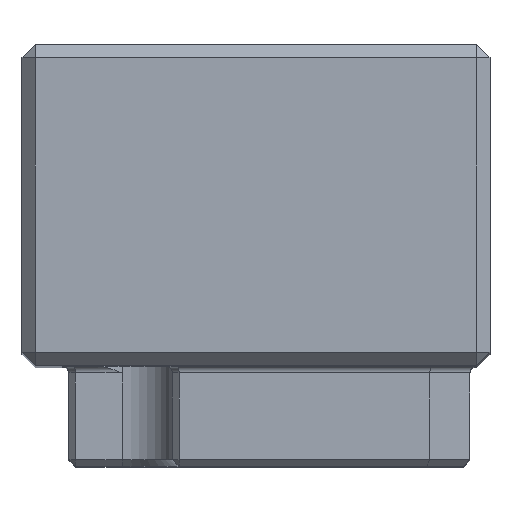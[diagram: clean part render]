
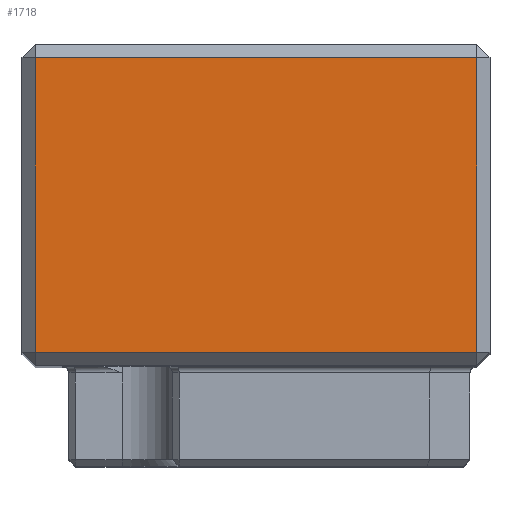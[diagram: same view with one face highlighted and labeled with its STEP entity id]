
A CAD part, top view. The second image highlights one B-rep face of the part: STEP entity #1718.
In plain terms, the highlighted planar face has unit normal (0, 0, 1).
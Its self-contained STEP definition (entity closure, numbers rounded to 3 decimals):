
#447 = AXIS2_PLACEMENT_3D ( 'NONE', #1033, #667, #4039 ) ;
#545 = VERTEX_POINT ( 'NONE', #3364 ) ;
#571 = EDGE_CURVE ( 'NONE', #1143, #3336, #1219, .T. ) ;
#648 = LINE ( 'NONE', #2489, #2511 ) ;
#667 = DIRECTION ( 'NONE',  ( 0., 0., -1. ) ) ;
#744 = EDGE_CURVE ( 'NONE', #545, #1143, #648, .T. ) ;
#1033 = CARTESIAN_POINT ( 'NONE',  ( -35., 48., 95. ) ) ;
#1128 = VECTOR ( 'NONE', #3388, 1000. ) ;
#1143 = VERTEX_POINT ( 'NONE', #4319 ) ;
#1219 = LINE ( 'NONE', #2750, #4308 ) ;
#1302 = EDGE_CURVE ( 'NONE', #3336, #1469, #2258, .T. ) ;
#1469 = VERTEX_POINT ( 'NONE', #3030 ) ;
#1507 = DIRECTION ( 'NONE',  ( 1., 0., 0. ) ) ;
#1534 = LINE ( 'NONE', #2670, #1128 ) ;
#1718 = ADVANCED_FACE ( 'NONE', ( #2111 ), #2911, .F. ) ;
#2111 = FACE_OUTER_BOUND ( 'NONE', #4128, .T. ) ;
#2157 = ORIENTED_EDGE ( 'NONE', *, *, #1302, .T. ) ;
#2258 = LINE ( 'NONE', #4064, #4842 ) ;
#2489 = CARTESIAN_POINT ( 'NONE',  ( -35., 46., 95. ) ) ;
#2511 = VECTOR ( 'NONE', #3234, 1000. ) ;
#2626 = ORIENTED_EDGE ( 'NONE', *, *, #744, .T. ) ;
#2670 = CARTESIAN_POINT ( 'NONE',  ( 33., 48., 95. ) ) ;
#2750 = CARTESIAN_POINT ( 'NONE',  ( -33., 48., 95. ) ) ;
#2911 = PLANE ( 'NONE',  #447 ) ;
#2967 = ORIENTED_EDGE ( 'NONE', *, *, #571, .T. ) ;
#3030 = CARTESIAN_POINT ( 'NONE',  ( 33., 2., 95. ) ) ;
#3091 = DIRECTION ( 'NONE',  ( 0., -1., 0. ) ) ;
#3234 = DIRECTION ( 'NONE',  ( -1., 0., 0. ) ) ;
#3336 = VERTEX_POINT ( 'NONE', #3745 ) ;
#3364 = CARTESIAN_POINT ( 'NONE',  ( 33., 46., 95. ) ) ;
#3388 = DIRECTION ( 'NONE',  ( 0., 1., 0. ) ) ;
#3432 = ORIENTED_EDGE ( 'NONE', *, *, #4753, .T. ) ;
#3745 = CARTESIAN_POINT ( 'NONE',  ( -33., 2., 95. ) ) ;
#4039 = DIRECTION ( 'NONE',  ( -1., 0., 0. ) ) ;
#4064 = CARTESIAN_POINT ( 'NONE',  ( 35., 2., 95. ) ) ;
#4128 = EDGE_LOOP ( 'NONE', ( #2626, #2967, #2157, #3432 ) ) ;
#4308 = VECTOR ( 'NONE', #3091, 1000. ) ;
#4319 = CARTESIAN_POINT ( 'NONE',  ( -33., 46., 95. ) ) ;
#4753 = EDGE_CURVE ( 'NONE', #1469, #545, #1534, .T. ) ;
#4842 = VECTOR ( 'NONE', #1507, 1000. ) ;
